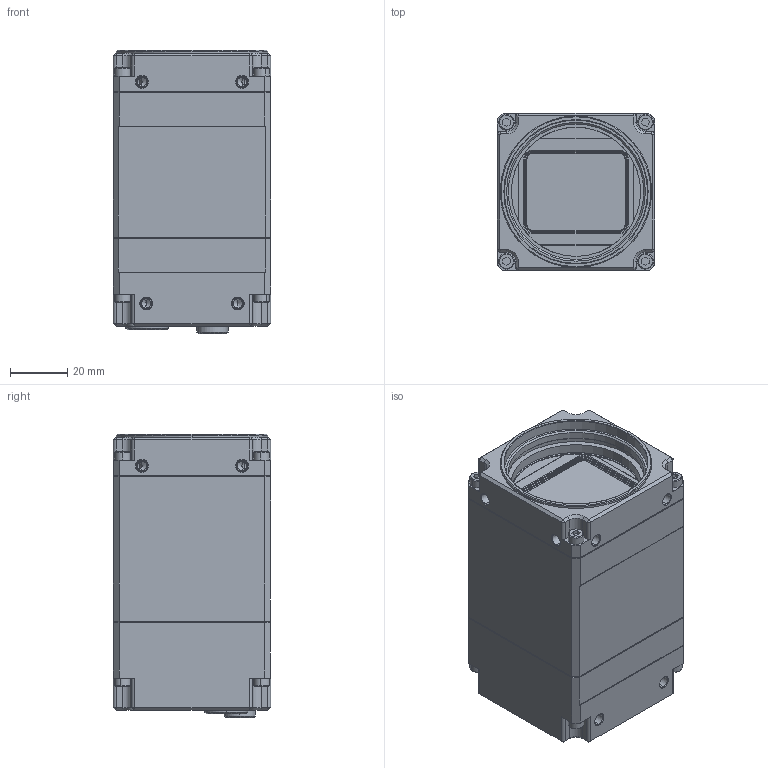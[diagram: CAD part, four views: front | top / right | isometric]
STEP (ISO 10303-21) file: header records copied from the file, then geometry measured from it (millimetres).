
FILE_DESCRIPTION (( 'STEP AP203' ), '1' );
FILE_NAME ('420-684-A.STEP', '2023-01-05T04:19:39', ( '' ), ( '' ), 'SwSTEP 2.0', 'SolidWorks 2021', '' );
FILE_SCHEMA (( 'CONFIG_CONTROL_DESIGN' ));
Length unit declared in the file: millimetre
Products named in the file (1): 420-684-A
Bounding box: 55 x 55 x 99 mm (x, y, z)
Volume: 261733.3 mm3; surface area: 31774.1 mm2
Topology: 1 solids, 1 shells, 705 faces, 1685 edges, 1023 vertices
Faces by surface type: plane 349, cylinder 216, cone 138, torus 2
Full cylindrical faces by diameter (mm): 1.6 x4
Entity records: 20426 total; most frequent: CARTESIAN_POINT 3696, DIRECTION 3603, ORIENTED_EDGE 3362, EDGE_CURVE 1681, AXIS2_PLACEMENT_3D 1262, LINE 1079, VECTOR 1079, VERTEX_POINT 1031
